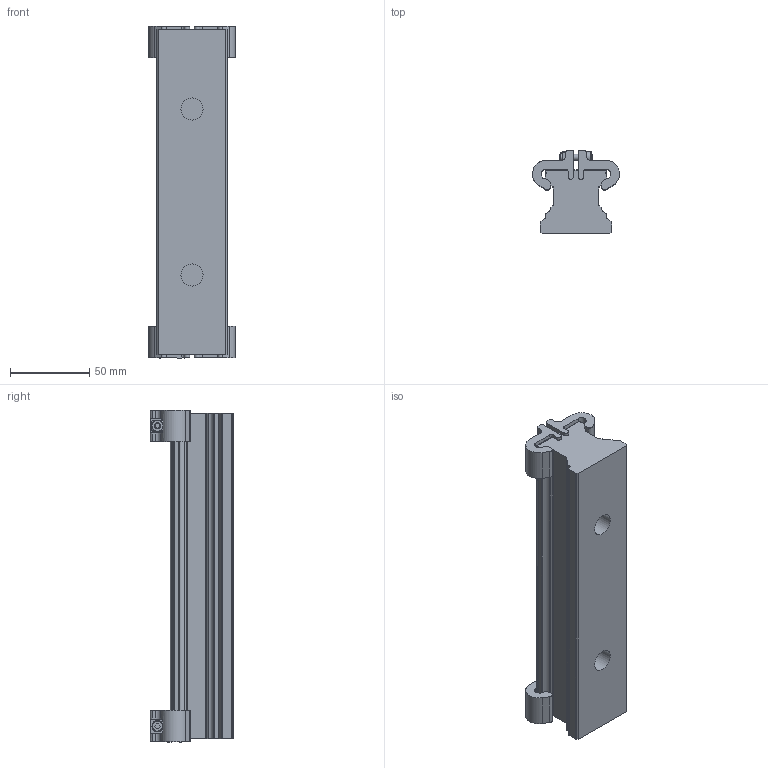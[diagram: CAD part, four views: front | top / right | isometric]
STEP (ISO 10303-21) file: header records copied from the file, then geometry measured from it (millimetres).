
FILE_DESCRIPTION (( 'STEP AP214' ), '1' );
FILE_NAME ('Rexroth-Ball-Rail-R160543461-206-50.5.step', '2020-07-02T11:08:23', ( '' ), ( '' ), 'SwSTEP 2.0', 'SolidWorks 2010', '' );
FILE_SCHEMA (( 'AUTOMOTIVE_DESIGN' ));
Length unit declared in the file: millimetre
Products named in the file (4): Rexroth-Ball-Rail-R160543461-206-50.5_Rail-1605-45-Coverstrip-BoschRexroth; Rexroth-Cover-Strip-1619-439-20-206_CoverStrip-Rail-1605-45-BoschRexroth; Rexroth-Strip-Holder-1619-439-50; Rexroth-Ball-Rail-R160543461-206-50.5
Assembly tree (4 placements, depth 2):
  Rexroth-Ball-Rail-R160543461-206-50.5
    Rexroth-Cover-Strip-1619-439-20-206_CoverStrip-Rail-1605-45-BoschRexroth
    Rexroth-Strip-Holder-1619-439-50  x2
    Rexroth-Ball-Rail-R160543461-206-50.5_Rail-1605-45-Coverstrip-BoschRexroth
Bounding box: 55 x 52.65 x 210 mm (x, y, z)
Volume: 297153.7 mm3; surface area: 70607.4 mm2
Topology: 4 solids, 4 shells, 258 faces, 692 edges, 456 vertices
Faces by surface type: plane 138, cylinder 106, cone 10, torus 4
Full cylindrical faces by diameter (mm): 4 x4, 4.5 x4, 7 x2, 14 x2, 20 x2
Entity records: 6101 total; most frequent: CARTESIAN_POINT 1872, ORIENTED_EDGE 864, DIRECTION 815, EDGE_CURVE 432, VERTEX_POINT 293, AXIS2_PLACEMENT_3D 280, LINE 255, VECTOR 255
